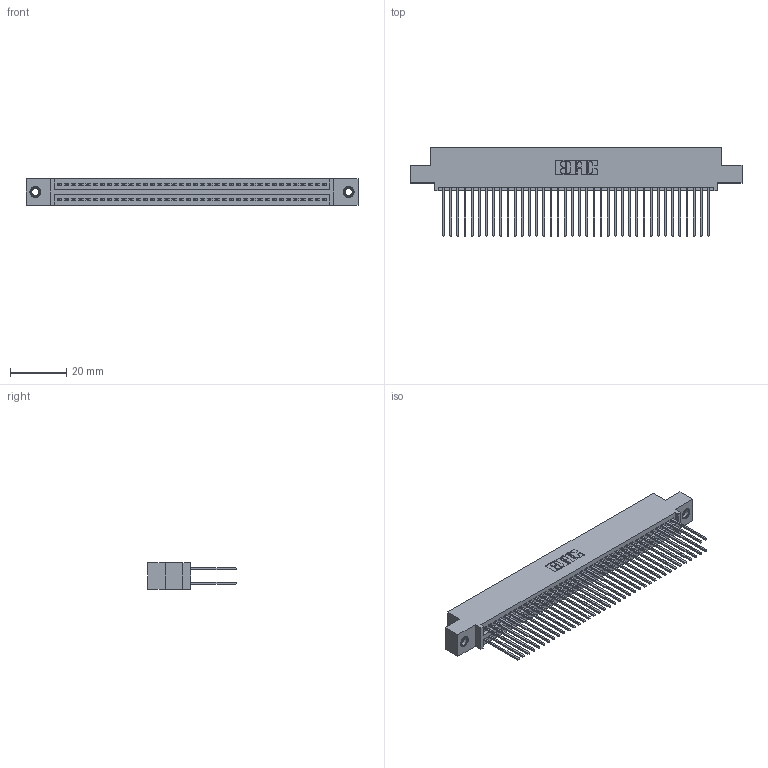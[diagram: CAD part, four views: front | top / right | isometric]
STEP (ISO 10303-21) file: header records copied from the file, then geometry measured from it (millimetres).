
FILE_DESCRIPTION (( 'STEP AP203' ), '1' );
FILE_NAME ('395-076-542-507.STEP', '2019-10-24T16:54:14', ( '' ), ( '' ), 'SwSTEP 2.0', 'SolidWorks 2016', '' );
FILE_SCHEMA (( 'CONFIG_CONTROL_DESIGN' ));
Length unit declared in the file: inch
Products named in the file (4): 395-076-542-507; 345 Part_0.110 Offset - 0.156 Dia-TI; 345-292-001_345-293-142; 345-250-001_345-250-005-103
Assembly tree (79 placements, depth 2):
  395-076-542-507
    345 Part_0.110 Offset - 0.156 Dia-TI
    345-292-001_345-293-142  x76
    345-250-001_345-250-005-103  x2
Bounding box: 117.73 x 31.29 x 9.4 mm (x, y, z)
Volume: 11666.6 mm3; surface area: 18944.1 mm2
Topology: 79 solids, 79 shells, 3990 faces, 11813 edges, 7766 vertices
Faces by surface type: plane 2624, cylinder 1350, cone 12, torus 4
Entity records: 31690 total; most frequent: CARTESIAN_POINT 5299, ORIENTED_EDGE 5226, DIRECTION 4703, EDGE_CURVE 2613, LINE 2309, VECTOR 2309, VERTEX_POINT 1736, AXIS2_PLACEMENT_3D 1197
